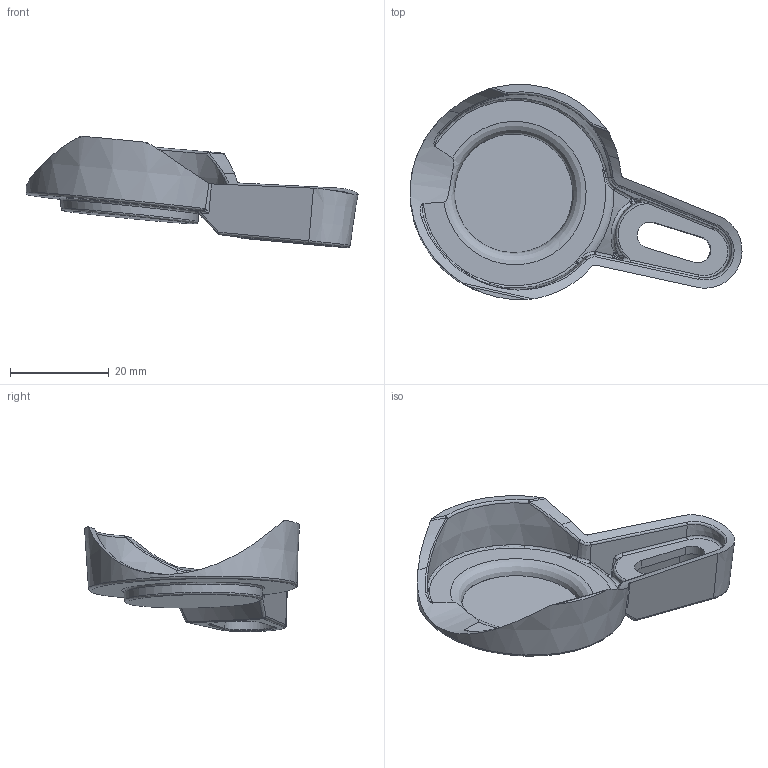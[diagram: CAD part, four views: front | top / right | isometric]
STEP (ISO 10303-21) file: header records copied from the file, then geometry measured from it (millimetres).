
FILE_DESCRIPTION(/* description */ (''),/* implementation_level */ '2;1');
FILE_NAME(/* name */ 'HOPTOWN_900_metal_part.stp',/* time_stamp */ '2019-03-15T15:02:50+01:00',/* author */ (''),/* organization */ (''),/* preprocessor_version */ 'ST-DEVELOPER v16',/* originating_system */ 'SIEMENS PLM Software NX 11.0',/* authorisation */ '');
FILE_SCHEMA (('AUTOMOTIVE_DESIGN { 1 0 10303 214 3 1 1 1 }'));
Length unit declared in the file: millimetre
Products named in the file (1): Chri167493D6b737
Bounding box: 67.13 x 43.46 x 22.49 mm (x, y, z)
Volume: 6448.1 mm3; surface area: 6676.8 mm2
Topology: 1 solids, 1 shells, 121 faces, 283 edges, 162 vertices
Faces by surface type: bspline 53, plane 19, cylinder 16, torus 12, cone 11, sphere 10
Entity records: 5957 total; most frequent: CARTESIAN_POINT 3614, ORIENTED_EDGE 542, DIRECTION 390, EDGE_CURVE 271, AXIS2_PLACEMENT_3D 170, VERTEX_POINT 158, EDGE_LOOP 129, ADVANCED_FACE 121
